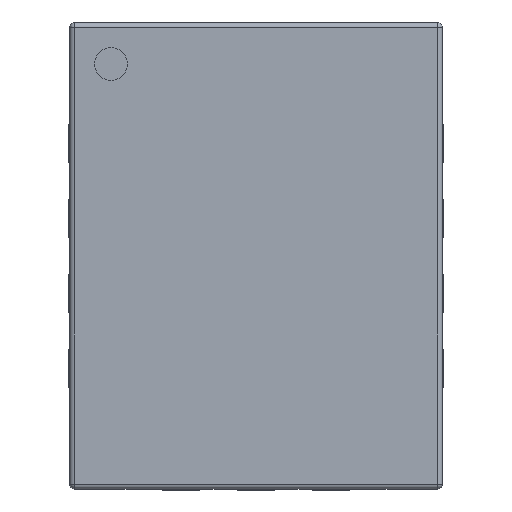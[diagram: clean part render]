
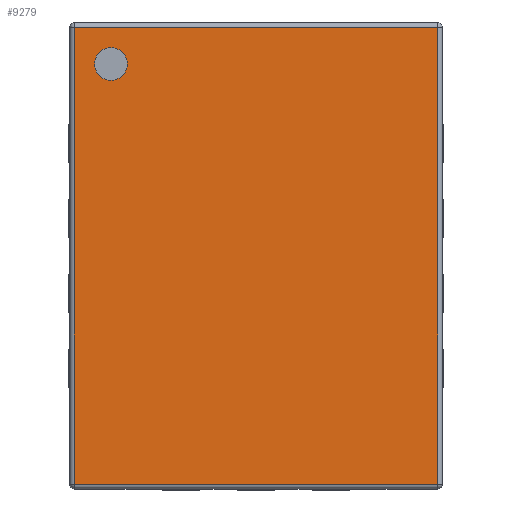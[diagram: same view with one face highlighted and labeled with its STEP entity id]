
A CAD part, top view. The second image highlights one B-rep face of the part: STEP entity #9279.
In plain terms, the highlighted planar face has unit normal (0, 0, 1).
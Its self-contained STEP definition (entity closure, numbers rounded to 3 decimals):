
#2412 = CYLINDRICAL_SURFACE('',#2413,0.05);
#2413 = AXIS2_PLACEMENT_3D('',#2414,#2415,#2416);
#2414 = CARTESIAN_POINT('',(-2.49,1.94,0.83));
#2415 = DIRECTION('',(1.,0.,0.));
#2416 = DIRECTION('',(0.,1.,0.));
#7798 = VERTEX_POINT('',#7799);
#7799 = CARTESIAN_POINT('',(-2.44,1.94,0.88));
#7821 = EDGE_CURVE('',#7798,#7822,#7824,.T.);
#7822 = VERTEX_POINT('',#7823);
#7823 = CARTESIAN_POINT('',(2.44,1.94,0.88));
#7824 = SURFACE_CURVE('',#7825,(#7829,#7836),.PCURVE_S1.);
#7825 = LINE('',#7826,#7827);
#7826 = CARTESIAN_POINT('',(-2.49,1.94,0.88));
#7827 = VECTOR('',#7828,1.);
#7828 = DIRECTION('',(1.,0.,0.));
#7829 = PCURVE('',#2412,#7830);
#7830 = DEFINITIONAL_REPRESENTATION('',(#7831),#7835);
#7831 = LINE('',#7832,#7833);
#7832 = CARTESIAN_POINT('',(1.571,0.));
#7833 = VECTOR('',#7834,1.);
#7834 = DIRECTION('',(0.,1.));
#7835 = ( GEOMETRIC_REPRESENTATION_CONTEXT(2) 
PARAMETRIC_REPRESENTATION_CONTEXT() REPRESENTATION_CONTEXT('2D SPACE',''
  ) );
#7836 = PCURVE('',#7837,#7842);
#7837 = PLANE('',#7838);
#7838 = AXIS2_PLACEMENT_3D('',#7839,#7840,#7841);
#7839 = CARTESIAN_POINT('',(-2.49,-1.99,0.88));
#7840 = DIRECTION('',(0.,0.,1.));
#7841 = DIRECTION('',(1.,0.,0.));
#7842 = DEFINITIONAL_REPRESENTATION('',(#7843),#7847);
#7843 = LINE('',#7844,#7845);
#7844 = CARTESIAN_POINT('',(0.,3.93));
#7845 = VECTOR('',#7846,1.);
#7846 = DIRECTION('',(1.,0.));
#7847 = ( GEOMETRIC_REPRESENTATION_CONTEXT(2) 
PARAMETRIC_REPRESENTATION_CONTEXT() REPRESENTATION_CONTEXT('2D SPACE',''
  ) );
#8045 = CYLINDRICAL_SURFACE('',#8046,0.05);
#8046 = AXIS2_PLACEMENT_3D('',#8047,#8048,#8049);
#8047 = CARTESIAN_POINT('',(-2.44,1.94,0.83));
#8048 = DIRECTION('',(-0.,-1.,-0.));
#8049 = DIRECTION('',(-1.,0.,0.));
#8220 = CYLINDRICAL_SURFACE('',#8221,0.05);
#8221 = AXIS2_PLACEMENT_3D('',#8222,#8223,#8224);
#8222 = CARTESIAN_POINT('',(-2.49,-1.94,0.83));
#8223 = DIRECTION('',(1.,0.,0.));
#8224 = DIRECTION('',(0.,-1.,0.));
#8863 = CYLINDRICAL_SURFACE('',#8864,0.05);
#8864 = AXIS2_PLACEMENT_3D('',#8865,#8866,#8867);
#8865 = CARTESIAN_POINT('',(2.44,1.94,0.83));
#8866 = DIRECTION('',(-0.,-1.,-0.));
#8867 = DIRECTION('',(0.,0.,1.));
#9279 = ADVANCED_FACE('',(#9280,#9350),#7837,.T.);
#9280 = FACE_BOUND('',#9281,.T.);
#9281 = EDGE_LOOP('',(#9282,#9307,#9328,#9329));
#9282 = ORIENTED_EDGE('',*,*,#9283,.T.);
#9283 = EDGE_CURVE('',#9284,#9286,#9288,.T.);
#9284 = VERTEX_POINT('',#9285);
#9285 = CARTESIAN_POINT('',(-2.44,-1.94,0.88));
#9286 = VERTEX_POINT('',#9287);
#9287 = CARTESIAN_POINT('',(2.44,-1.94,0.88));
#9288 = SURFACE_CURVE('',#9289,(#9293,#9300),.PCURVE_S1.);
#9289 = LINE('',#9290,#9291);
#9290 = CARTESIAN_POINT('',(-2.49,-1.94,0.88));
#9291 = VECTOR('',#9292,1.);
#9292 = DIRECTION('',(1.,0.,0.));
#9293 = PCURVE('',#7837,#9294);
#9294 = DEFINITIONAL_REPRESENTATION('',(#9295),#9299);
#9295 = LINE('',#9296,#9297);
#9296 = CARTESIAN_POINT('',(0.,0.05));
#9297 = VECTOR('',#9298,1.);
#9298 = DIRECTION('',(1.,0.));
#9299 = ( GEOMETRIC_REPRESENTATION_CONTEXT(2) 
PARAMETRIC_REPRESENTATION_CONTEXT() REPRESENTATION_CONTEXT('2D SPACE',''
  ) );
#9300 = PCURVE('',#8220,#9301);
#9301 = DEFINITIONAL_REPRESENTATION('',(#9302),#9306);
#9302 = LINE('',#9303,#9304);
#9303 = CARTESIAN_POINT('',(-1.571,0.));
#9304 = VECTOR('',#9305,1.);
#9305 = DIRECTION('',(-0.,1.));
#9306 = ( GEOMETRIC_REPRESENTATION_CONTEXT(2) 
PARAMETRIC_REPRESENTATION_CONTEXT() REPRESENTATION_CONTEXT('2D SPACE',''
  ) );
#9307 = ORIENTED_EDGE('',*,*,#9308,.F.);
#9308 = EDGE_CURVE('',#7822,#9286,#9309,.T.);
#9309 = SURFACE_CURVE('',#9310,(#9314,#9321),.PCURVE_S1.);
#9310 = LINE('',#9311,#9312);
#9311 = CARTESIAN_POINT('',(2.44,1.94,0.88));
#9312 = VECTOR('',#9313,1.);
#9313 = DIRECTION('',(-0.,-1.,-0.));
#9314 = PCURVE('',#7837,#9315);
#9315 = DEFINITIONAL_REPRESENTATION('',(#9316),#9320);
#9316 = LINE('',#9317,#9318);
#9317 = CARTESIAN_POINT('',(4.93,3.93));
#9318 = VECTOR('',#9319,1.);
#9319 = DIRECTION('',(-0.,-1.));
#9320 = ( GEOMETRIC_REPRESENTATION_CONTEXT(2) 
PARAMETRIC_REPRESENTATION_CONTEXT() REPRESENTATION_CONTEXT('2D SPACE',''
  ) );
#9321 = PCURVE('',#8863,#9322);
#9322 = DEFINITIONAL_REPRESENTATION('',(#9323),#9327);
#9323 = LINE('',#9324,#9325);
#9324 = CARTESIAN_POINT('',(-0.,0.));
#9325 = VECTOR('',#9326,1.);
#9326 = DIRECTION('',(-0.,1.));
#9327 = ( GEOMETRIC_REPRESENTATION_CONTEXT(2) 
PARAMETRIC_REPRESENTATION_CONTEXT() REPRESENTATION_CONTEXT('2D SPACE',''
  ) );
#9328 = ORIENTED_EDGE('',*,*,#7821,.F.);
#9329 = ORIENTED_EDGE('',*,*,#9330,.T.);
#9330 = EDGE_CURVE('',#7798,#9284,#9331,.T.);
#9331 = SURFACE_CURVE('',#9332,(#9336,#9343),.PCURVE_S1.);
#9332 = LINE('',#9333,#9334);
#9333 = CARTESIAN_POINT('',(-2.44,1.94,0.88));
#9334 = VECTOR('',#9335,1.);
#9335 = DIRECTION('',(-0.,-1.,-0.));
#9336 = PCURVE('',#7837,#9337);
#9337 = DEFINITIONAL_REPRESENTATION('',(#9338),#9342);
#9338 = LINE('',#9339,#9340);
#9339 = CARTESIAN_POINT('',(0.05,3.93));
#9340 = VECTOR('',#9341,1.);
#9341 = DIRECTION('',(-0.,-1.));
#9342 = ( GEOMETRIC_REPRESENTATION_CONTEXT(2) 
PARAMETRIC_REPRESENTATION_CONTEXT() REPRESENTATION_CONTEXT('2D SPACE',''
  ) );
#9343 = PCURVE('',#8045,#9344);
#9344 = DEFINITIONAL_REPRESENTATION('',(#9345),#9349);
#9345 = LINE('',#9346,#9347);
#9346 = CARTESIAN_POINT('',(-1.571,0.));
#9347 = VECTOR('',#9348,1.);
#9348 = DIRECTION('',(-0.,1.));
#9349 = ( GEOMETRIC_REPRESENTATION_CONTEXT(2) 
PARAMETRIC_REPRESENTATION_CONTEXT() REPRESENTATION_CONTEXT('2D SPACE',''
  ) );
#9350 = FACE_BOUND('',#9351,.T.);
#9351 = EDGE_LOOP('',(#9352));
#9352 = ORIENTED_EDGE('',*,*,#9353,.F.);
#9353 = EDGE_CURVE('',#9354,#9354,#9356,.T.);
#9354 = VERTEX_POINT('',#9355);
#9355 = CARTESIAN_POINT('',(-1.875,-1.55,0.88));
#9356 = SURFACE_CURVE('',#9357,(#9362,#9369),.PCURVE_S1.);
#9357 = CIRCLE('',#9358,0.175);
#9358 = AXIS2_PLACEMENT_3D('',#9359,#9360,#9361);
#9359 = CARTESIAN_POINT('',(-2.05,-1.55,0.88));
#9360 = DIRECTION('',(0.,0.,1.));
#9361 = DIRECTION('',(1.,0.,0.));
#9362 = PCURVE('',#7837,#9363);
#9363 = DEFINITIONAL_REPRESENTATION('',(#9364),#9368);
#9364 = CIRCLE('',#9365,0.175);
#9365 = AXIS2_PLACEMENT_2D('',#9366,#9367);
#9366 = CARTESIAN_POINT('',(0.44,0.44));
#9367 = DIRECTION('',(1.,0.));
#9368 = ( GEOMETRIC_REPRESENTATION_CONTEXT(2) 
PARAMETRIC_REPRESENTATION_CONTEXT() REPRESENTATION_CONTEXT('2D SPACE',''
  ) );
#9369 = PCURVE('',#9370,#9375);
#9370 = CYLINDRICAL_SURFACE('',#9371,0.175);
#9371 = AXIS2_PLACEMENT_3D('',#9372,#9373,#9374);
#9372 = CARTESIAN_POINT('',(-2.05,-1.55,0.88));
#9373 = DIRECTION('',(-0.,-0.,-1.));
#9374 = DIRECTION('',(1.,0.,0.));
#9375 = DEFINITIONAL_REPRESENTATION('',(#9376),#9380);
#9376 = LINE('',#9377,#9378);
#9377 = CARTESIAN_POINT('',(-0.,0.));
#9378 = VECTOR('',#9379,1.);
#9379 = DIRECTION('',(-1.,0.));
#9380 = ( GEOMETRIC_REPRESENTATION_CONTEXT(2) 
PARAMETRIC_REPRESENTATION_CONTEXT() REPRESENTATION_CONTEXT('2D SPACE',''
  ) );
